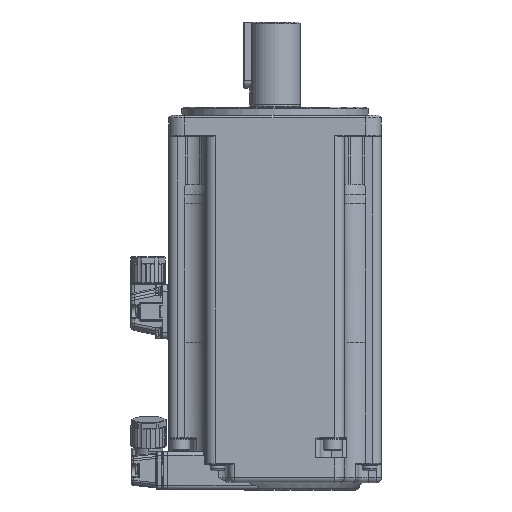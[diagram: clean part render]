
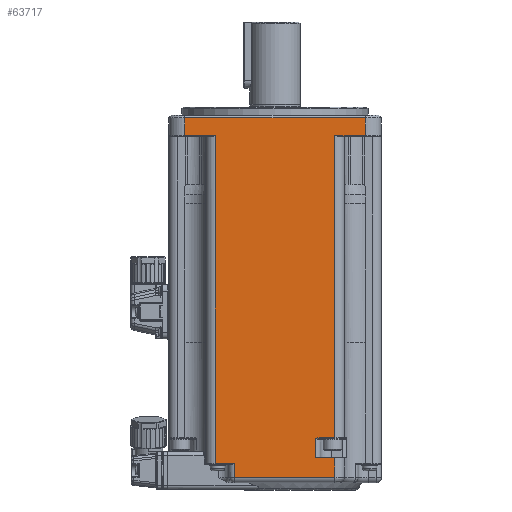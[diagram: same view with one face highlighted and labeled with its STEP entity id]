
A CAD part, left-side view. The second image highlights one B-rep face of the part: STEP entity #63717.
In plain terms, the highlighted planar face has unit normal (-1, 0, 0).
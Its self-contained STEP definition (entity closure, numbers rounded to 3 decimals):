
#1522=CARTESIAN_POINT('',(-40.,22.5,-121.));
#1523=VERTEX_POINT('',#1522);
#1541=CARTESIAN_POINT('',(-40.,15.2,-121.));
#1542=VERTEX_POINT('',#1541);
#1557=CARTESIAN_POINT('',(-40.,22.5,-121.));
#1558=DIRECTION('',(0.,-1.,0.));
#1559=VECTOR('',#1558,7.3);
#1560=LINE('',#1557,#1559);
#1561=EDGE_CURVE('',#1523,#1542,#1560,.T.);
#1571=CARTESIAN_POINT('',(-40.,15.2,-126.3));
#1572=VERTEX_POINT('',#1571);
#1573=CARTESIAN_POINT('',(-40.,15.2,-121.));
#1574=DIRECTION('',(0.,0.,-1.));
#1575=VECTOR('',#1574,5.3);
#1576=LINE('',#1573,#1575);
#1577=EDGE_CURVE('',#1542,#1572,#1576,.T.);
#1635=CARTESIAN_POINT('',(-40.,-22.5,-126.3));
#1636=VERTEX_POINT('',#1635);
#1644=CARTESIAN_POINT('',(-40.,15.2,-126.3));
#1645=DIRECTION('',(0.,-1.,0.));
#1646=VECTOR('',#1645,37.7);
#1647=LINE('',#1644,#1646);
#1648=EDGE_CURVE('',#1572,#1636,#1647,.T.);
#1658=CARTESIAN_POINT('',(-40.,-22.5,-118.8));
#1659=VERTEX_POINT('',#1658);
#1660=CARTESIAN_POINT('',(-40.,-22.5,-126.3));
#1661=DIRECTION('',(0.,0.,1.));
#1662=VECTOR('',#1661,7.5);
#1663=LINE('',#1660,#1662);
#1664=EDGE_CURVE('',#1636,#1659,#1663,.T.);
#1725=CARTESIAN_POINT('',(-40.,-15.2,-118.8));
#1726=VERTEX_POINT('',#1725);
#1734=CARTESIAN_POINT('',(-40.,-22.5,-118.8));
#1735=DIRECTION('',(0.,1.,0.));
#1736=VECTOR('',#1735,7.3);
#1737=LINE('',#1734,#1736);
#1738=EDGE_CURVE('',#1659,#1726,#1737,.T.);
#1773=CARTESIAN_POINT('',(-40.,-15.2,-111.6));
#1774=VERTEX_POINT('',#1773);
#1775=CARTESIAN_POINT('',(-40.,-15.2,-118.8));
#1776=DIRECTION('',(0.,0.,1.));
#1777=VECTOR('',#1776,7.2);
#1778=LINE('',#1775,#1777);
#1779=EDGE_CURVE('',#1726,#1774,#1778,.T.);
#14446=CARTESIAN_POINT('',(-40.,-22.5,-111.35));
#14447=VERTEX_POINT('',#14446);
#14504=CARTESIAN_POINT('',(-40.,-16.615,-111.35));
#14505=VERTEX_POINT('',#14504);
#14506=CARTESIAN_POINT('',(-40.,-16.615,-111.35));
#14507=DIRECTION('',(0.,-1.,0.));
#14508=VECTOR('',#14507,5.885);
#14509=LINE('',#14506,#14508);
#14510=EDGE_CURVE('',#14505,#14447,#14509,.T.);
#14696=CARTESIAN_POINT('',(-40.,-15.2,-111.6));
#14697=CARTESIAN_POINT('',(-40.,-15.247,-111.574));
#14698=CARTESIAN_POINT('',(-40.,-15.395,-111.531));
#14699=CARTESIAN_POINT('',(-40.,-15.718,-111.466));
#14700=CARTESIAN_POINT('',(-40.,-15.953,-111.428));
#14701=CARTESIAN_POINT('',(-40.,-16.2,-111.392));
#14702=CARTESIAN_POINT('',(-40.,-16.43,-111.363));
#14703=CARTESIAN_POINT('',(-40.,-16.572,-111.351));
#14704=CARTESIAN_POINT('',(-40.,-16.615,-111.35));
#14705=B_SPLINE_CURVE_WITH_KNOTS('',3,(#14696,#14697,#14698,#14699,#14700,#14701,#14702,#14703,#14704),.UNSPECIFIED.,.F.,.U.,(4,1,1,1,1,1,4),(0.,0.25,0.375,0.583,0.625,0.792,1.),.UNSPECIFIED.);
#14706=EDGE_CURVE('',#1774,#14505,#14705,.T.);
#63632=CARTESIAN_POINT('',(-40.,0.,-58.65));
#63633=DIRECTION('',(0.,0.,-1.));
#63634=DIRECTION('',(-1.,0.,0.));
#63635=AXIS2_PLACEMENT_3D('',#63632,#63634,#63633);
#63636=PLANE('',#63635);
#63637=ORIENTED_EDGE('',*,*,#1561,.T.);
#63638=ORIENTED_EDGE('',*,*,#1577,.T.);
#63639=ORIENTED_EDGE('',*,*,#1648,.T.);
#63640=ORIENTED_EDGE('',*,*,#1664,.T.);
#63641=ORIENTED_EDGE('',*,*,#1738,.T.);
#63642=ORIENTED_EDGE('',*,*,#1779,.T.);
#63643=ORIENTED_EDGE('',*,*,#14706,.T.);
#63644=ORIENTED_EDGE('',*,*,#14510,.T.);
#63645=CARTESIAN_POINT('',(-40.,-22.5,2.3));
#63646=VERTEX_POINT('',#63645);
#63647=CARTESIAN_POINT('',(-40.,-22.5,2.3));
#63648=DIRECTION('',(0.,0.,-1.));
#63649=VECTOR('',#63648,113.65);
#63650=LINE('',#63647,#63649);
#63651=EDGE_CURVE('',#63646,#14447,#63650,.T.);
#63652=ORIENTED_EDGE('',*,*,#63651,.F.);
#63653=CARTESIAN_POINT('',(-40.,-34.,2.3));
#63654=VERTEX_POINT('',#63653);
#63655=CARTESIAN_POINT('',(-40.,-22.5,2.3));
#63656=DIRECTION('',(0.,-1.,0.));
#63657=VECTOR('',#63656,11.5);
#63658=LINE('',#63655,#63657);
#63659=EDGE_CURVE('',#63646,#63654,#63658,.T.);
#63660=ORIENTED_EDGE('',*,*,#63659,.T.);
#63661=CARTESIAN_POINT('',(-40.,-34.,9.));
#63662=VERTEX_POINT('',#63661);
#63663=CARTESIAN_POINT('',(-40.,-34.,2.3));
#63664=DIRECTION('',(0.,0.,1.));
#63665=VECTOR('',#63664,6.7);
#63666=LINE('',#63663,#63665);
#63667=EDGE_CURVE('',#63654,#63662,#63666,.T.);
#63668=ORIENTED_EDGE('',*,*,#63667,.T.);
#63669=CARTESIAN_POINT('',(-40.,34.,9.));
#63670=VERTEX_POINT('',#63669);
#63671=CARTESIAN_POINT('',(-40.,-34.,9.));
#63672=DIRECTION('',(0.,1.,0.));
#63673=VECTOR('',#63672,68.);
#63674=LINE('',#63671,#63673);
#63675=EDGE_CURVE('',#63662,#63670,#63674,.T.);
#63676=ORIENTED_EDGE('',*,*,#63675,.T.);
#63677=CARTESIAN_POINT('',(-40.,34.,2.3));
#63678=VERTEX_POINT('',#63677);
#63679=CARTESIAN_POINT('',(-40.,34.,2.3));
#63680=DIRECTION('',(0.,0.,1.));
#63681=VECTOR('',#63680,6.7);
#63682=LINE('',#63679,#63681);
#63683=EDGE_CURVE('',#63678,#63670,#63682,.T.);
#63684=ORIENTED_EDGE('',*,*,#63683,.F.);
#63685=CARTESIAN_POINT('',(-40.,24.55,2.3));
#63686=VERTEX_POINT('',#63685);
#63687=CARTESIAN_POINT('',(-40.,34.,2.3));
#63688=DIRECTION('',(0.,-1.,0.));
#63689=VECTOR('',#63688,9.45);
#63690=LINE('',#63687,#63689);
#63691=EDGE_CURVE('',#63678,#63686,#63690,.T.);
#63692=ORIENTED_EDGE('',*,*,#63691,.T.);
#63693=CARTESIAN_POINT('',(-40.,24.424,2.3));
#63694=VERTEX_POINT('',#63693);
#63695=CARTESIAN_POINT('',(-40.,24.55,2.3));
#63696=DIRECTION('',(0.,-1.,0.));
#63697=VECTOR('',#63696,0.126);
#63698=LINE('',#63695,#63697);
#63699=EDGE_CURVE('',#63686,#63694,#63698,.T.);
#63700=ORIENTED_EDGE('',*,*,#63699,.T.);
#63701=CARTESIAN_POINT('',(-40.,22.5,2.3));
#63702=VERTEX_POINT('',#63701);
#63703=CARTESIAN_POINT('',(-40.,24.424,2.3));
#63704=DIRECTION('',(0.,-1.,0.));
#63705=VECTOR('',#63704,1.924);
#63706=LINE('',#63703,#63705);
#63707=EDGE_CURVE('',#63694,#63702,#63706,.T.);
#63708=ORIENTED_EDGE('',*,*,#63707,.T.);
#63709=CARTESIAN_POINT('',(-40.,22.5,-121.));
#63710=DIRECTION('',(0.,0.,1.));
#63711=VECTOR('',#63710,123.3);
#63712=LINE('',#63709,#63711);
#63713=EDGE_CURVE('',#1523,#63702,#63712,.T.);
#63714=ORIENTED_EDGE('',*,*,#63713,.F.);
#63715=EDGE_LOOP('',(#63637,#63638,#63639,#63640,#63641,#63642,#63643,#63644,#63652,#63660,#63668,#63676,#63684,#63692,#63700,#63708,#63714));
#63716=FACE_OUTER_BOUND('',#63715,.T.);
#63717=ADVANCED_FACE('',(#63716),#63636,.T.);
